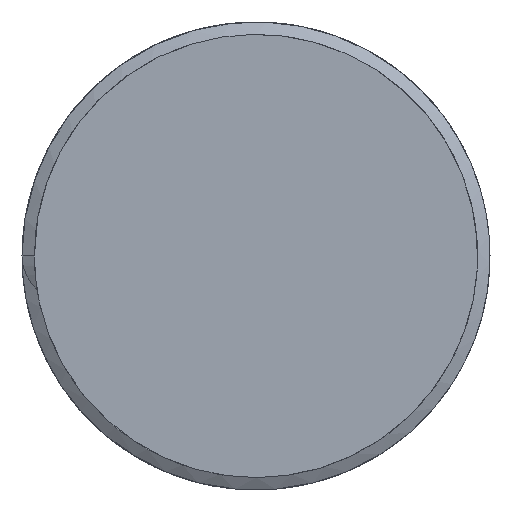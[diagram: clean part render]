
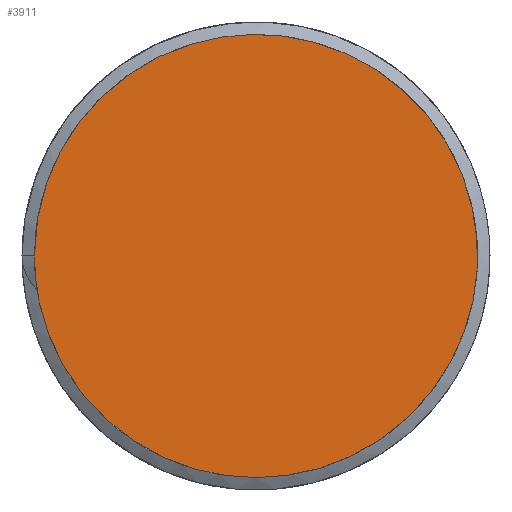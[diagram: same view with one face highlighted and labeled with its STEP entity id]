
A CAD part, left-side view. The second image highlights one B-rep face of the part: STEP entity #3911.
In plain terms, the highlighted free-form (B-spline) face has degree [1, 1] with [2, 2] control points.
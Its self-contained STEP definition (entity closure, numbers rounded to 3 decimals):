
#3876=CARTESIAN_POINT('',(0.,13.9,0.));
#3877=VERTEX_POINT('',#3876);
#3888=CARTESIAN_POINT('',(0.,13.9,0.));
#3889=CARTESIAN_POINT('',(0.,13.9,13.9));
#3890=CARTESIAN_POINT('',(0.,0.,13.9));
#3891=CARTESIAN_POINT('',(0.,-13.9,13.9));
#3892=CARTESIAN_POINT('',(0.,-13.9,0.));
#3893=CARTESIAN_POINT('',(0.,-13.9,-13.9));
#3894=CARTESIAN_POINT('',(0.,0.,-13.9));
#3895=CARTESIAN_POINT('',(0.,13.9,-13.9));
#3896=CARTESIAN_POINT('',(0.,13.9,0.));
#3897=(BOUNDED_CURVE()B_SPLINE_CURVE(2,(#3888,#3889,#3890,#3891,#3892,#3893,#3894,#3895,#3896),.CIRCULAR_ARC.,.T.,.U.)B_SPLINE_CURVE_WITH_KNOTS((3,2,2,2,3),(0.,0.25,0.5,0.75,1.),.UNSPECIFIED.)CURVE()GEOMETRIC_REPRESENTATION_ITEM()RATIONAL_B_SPLINE_CURVE((1.,0.707,1.,0.707,1.,0.707,1.,0.707,1.))REPRESENTATION_ITEM(''));
#3898=EDGE_CURVE('',#3877,#3877,#3897,.T.);
#3903=CARTESIAN_POINT('',(0.,-41.7,41.7));
#3904=CARTESIAN_POINT('',(0.,-41.7,-41.7));
#3905=CARTESIAN_POINT('',(0.,41.7,41.7));
#3906=CARTESIAN_POINT('',(0.,41.7,-41.7));
#3907=B_SPLINE_SURFACE_WITH_KNOTS('',1,1,((#3903,#3904),(#3905,#3906)),.PLANE_SURF.,.F.,.F.,.U.,(2,2),(2,2),(-1.,2.),(-1.,2.),.UNSPECIFIED.);
#3908=ORIENTED_EDGE('',*,*,#3898,.F.);
#3909=EDGE_LOOP('',(#3908));
#3910=FACE_OUTER_BOUND('',#3909,.T.);
#3911=ADVANCED_FACE('',(#3910),#3907,.T.);
